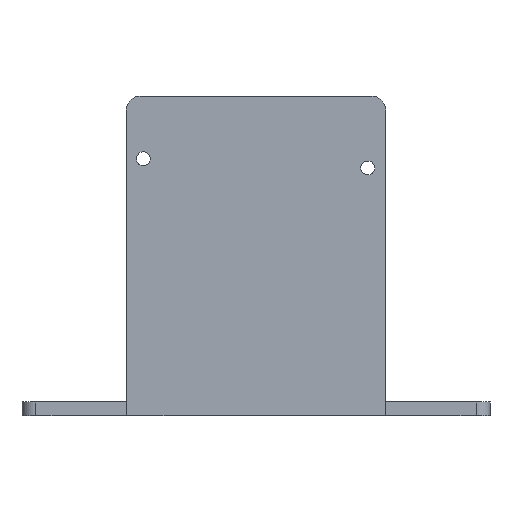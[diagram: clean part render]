
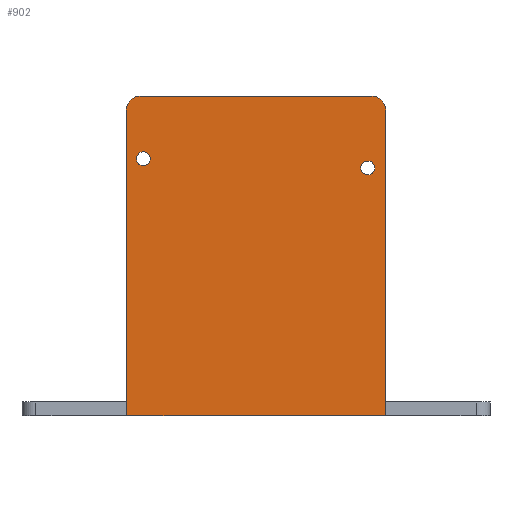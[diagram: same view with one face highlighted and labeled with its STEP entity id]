
A CAD part, front view. The second image highlights one B-rep face of the part: STEP entity #902.
In plain terms, the highlighted planar face has unit normal (0, -1, 0).
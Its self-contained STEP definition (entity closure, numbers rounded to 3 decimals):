
#39=FACE_BOUND('',#169,.T.);
#40=FACE_BOUND('',#170,.T.);
#60=PLANE('',#1010);
#109=FACE_OUTER_BOUND('',#168,.T.);
#168=EDGE_LOOP('',(#813,#814,#815,#816,#817,#818,#819));
#169=EDGE_LOOP('',(#820));
#170=EDGE_LOOP('',(#821));
#189=LINE('',#1341,#268);
#220=LINE('',#1446,#299);
#241=LINE('',#1591,#320);
#242=LINE('',#1593,#321);
#243=LINE('',#1595,#322);
#268=VECTOR('',#1050,10.);
#299=VECTOR('',#1161,10.);
#320=VECTOR('',#1246,10.);
#321=VECTOR('',#1249,10.);
#322=VECTOR('',#1252,10.);
#333=CIRCLE('',#923,3.);
#337=CIRCLE('',#930,3.);
#372=CIRCLE('',#997,1.5);
#373=CIRCLE('',#999,1.5);
#376=VERTEX_POINT('',#1292);
#377=VERTEX_POINT('',#1294);
#395=VERTEX_POINT('',#1340);
#396=VERTEX_POINT('',#1344);
#428=VERTEX_POINT('',#1443);
#429=VERTEX_POINT('',#1445);
#449=VERTEX_POINT('',#1581);
#450=VERTEX_POINT('',#1585);
#451=VERTEX_POINT('',#1589);
#456=EDGE_CURVE('',#376,#377,#333,.T.);
#476=EDGE_CURVE('',#377,#395,#189,.T.);
#478=EDGE_CURVE('',#395,#396,#337,.T.);
#530=EDGE_CURVE('',#428,#429,#220,.T.);
#565=EDGE_CURVE('',#449,#449,#372,.T.);
#567=EDGE_CURVE('',#450,#450,#373,.T.);
#569=EDGE_CURVE('',#451,#376,#241,.T.);
#570=EDGE_CURVE('',#451,#429,#242,.T.);
#571=EDGE_CURVE('',#396,#428,#243,.T.);
#813=ORIENTED_EDGE('',*,*,#456,.F.);
#814=ORIENTED_EDGE('',*,*,#569,.F.);
#815=ORIENTED_EDGE('',*,*,#570,.T.);
#816=ORIENTED_EDGE('',*,*,#530,.F.);
#817=ORIENTED_EDGE('',*,*,#571,.F.);
#818=ORIENTED_EDGE('',*,*,#478,.F.);
#819=ORIENTED_EDGE('',*,*,#476,.F.);
#820=ORIENTED_EDGE('',*,*,#565,.T.);
#821=ORIENTED_EDGE('',*,*,#567,.T.);
#902=ADVANCED_FACE('',(#109,#39,#40),#60,.T.);
#923=AXIS2_PLACEMENT_3D('',#1295,#1024,#1025);
#930=AXIS2_PLACEMENT_3D('',#1345,#1054,#1055);
#997=AXIS2_PLACEMENT_3D('',#1583,#1236,#1237);
#999=AXIS2_PLACEMENT_3D('',#1587,#1241,#1242);
#1010=AXIS2_PLACEMENT_3D('',#1614,#1276,#1277);
#1024=DIRECTION('center_axis',(0.,1.,0.));
#1025=DIRECTION('ref_axis',(-0.707,0.,0.707));
#1050=DIRECTION('',(1.,0.,0.));
#1054=DIRECTION('center_axis',(0.,1.,0.));
#1055=DIRECTION('ref_axis',(0.707,0.,0.707));
#1161=DIRECTION('',(-1.,0.,0.));
#1236=DIRECTION('center_axis',(0.,1.,0.));
#1237=DIRECTION('ref_axis',(1.,0.,0.));
#1241=DIRECTION('center_axis',(0.,1.,0.));
#1242=DIRECTION('ref_axis',(1.,0.,0.));
#1246=DIRECTION('',(0.,0.,1.));
#1249=DIRECTION('',(1.,0.,0.));
#1252=DIRECTION('',(0.,0.,-1.));
#1276=DIRECTION('center_axis',(0.,-1.,0.));
#1277=DIRECTION('ref_axis',(1.,0.,0.));
#1292=CARTESIAN_POINT('',(-28.,-29.,66.));
#1294=CARTESIAN_POINT('',(-25.,-29.,69.));
#1295=CARTESIAN_POINT('Origin',(-25.,-29.,66.));
#1340=CARTESIAN_POINT('',(25.,-29.,69.));
#1341=CARTESIAN_POINT('',(27.,-29.,69.));
#1344=CARTESIAN_POINT('',(28.,-29.,66.));
#1345=CARTESIAN_POINT('Origin',(25.,-29.,66.));
#1443=CARTESIAN_POINT('',(28.,-29.,0.));
#1445=CARTESIAN_POINT('',(-27.,-29.,0.));
#1446=CARTESIAN_POINT('',(27.,-29.,0.));
#1581=CARTESIAN_POINT('',(-25.8,-29.,55.5));
#1583=CARTESIAN_POINT('Origin',(-24.3,-29.,55.5));
#1585=CARTESIAN_POINT('',(22.6,-29.,53.5));
#1587=CARTESIAN_POINT('Origin',(24.1,-29.,53.5));
#1589=CARTESIAN_POINT('',(-28.,-29.,0.));
#1591=CARTESIAN_POINT('',(-28.,-29.,0.));
#1593=CARTESIAN_POINT('',(-28.,-29.,0.));
#1595=CARTESIAN_POINT('',(28.,-29.,69.));
#1614=CARTESIAN_POINT('Origin',(-21.,-29.,0.));
